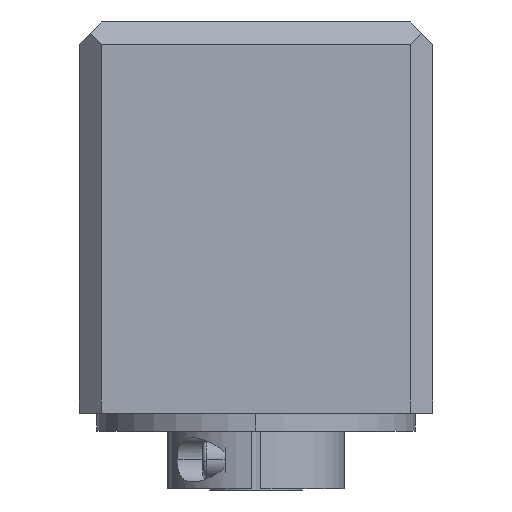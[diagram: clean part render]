
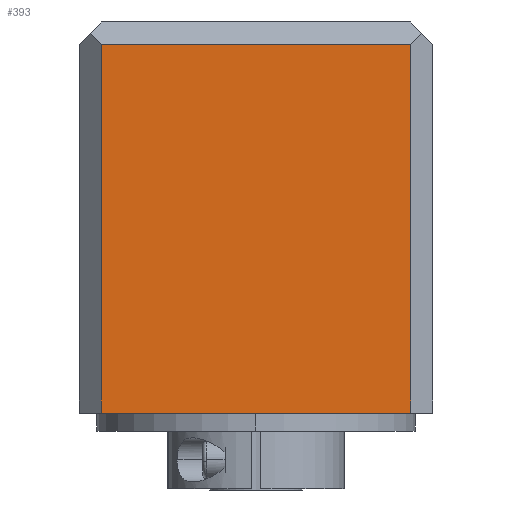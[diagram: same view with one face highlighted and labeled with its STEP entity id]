
A CAD part, left-side view. The second image highlights one B-rep face of the part: STEP entity #393.
In plain terms, the highlighted planar face has unit normal (-1, 0, 0).
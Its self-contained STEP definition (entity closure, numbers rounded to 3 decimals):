
#393=ADVANCED_FACE('',(#885),#886,.T.);
#885=FACE_OUTER_BOUND('',#1464,.T.);
#886=PLANE('',#1465);
#1464=EDGE_LOOP('',(#2569,#2570,#2571,#2572));
#1465=AXIS2_PLACEMENT_3D('',#2573,#2574,#2575);
#2569=ORIENTED_EDGE('',*,*,#3690,.T.);
#2570=ORIENTED_EDGE('',*,*,#3692,.T.);
#2571=ORIENTED_EDGE('',*,*,#3693,.T.);
#2572=ORIENTED_EDGE('',*,*,#3694,.T.);
#2573=CARTESIAN_POINT('',(-184.0,0.0,0.));
#2574=DIRECTION('',(-1.0,0.0,0.0));
#2575=DIRECTION('',(0.0,0.0,1.0));
#3690=EDGE_CURVE('',#4498,#4518,#4520,.T.);
#3692=EDGE_CURVE('',#4518,#4522,#4523,.T.);
#3693=EDGE_CURVE('',#4522,#4524,#4525,.T.);
#3694=EDGE_CURVE('',#4524,#4498,#4526,.T.);
#4498=VERTEX_POINT('',#5837);
#4518=VERTEX_POINT('',#5865);
#4520=LINE('',#5868,#5869);
#4522=VERTEX_POINT('',#5871);
#4523=LINE('',#5872,#5873);
#4524=VERTEX_POINT('',#5874);
#4525=LINE('',#5875,#5876);
#4526=LINE('',#5877,#5878);
#5837=CARTESIAN_POINT('',(-184.0,35.0,-48.4));
#5865=CARTESIAN_POINT('',(-184.0,-35.0,-48.4));
#5868=CARTESIAN_POINT('',(-184.0,35.0,-48.4));
#5869=VECTOR('',#6700,70.0);
#5871=CARTESIAN_POINT('',(-184.0,-35.0,35.0));
#5872=CARTESIAN_POINT('',(-184.0,-35.0,-48.4));
#5873=VECTOR('',#6701,83.4);
#5874=CARTESIAN_POINT('',(-184.0,35.0,35.0));
#5875=CARTESIAN_POINT('',(-184.0,-35.0,35.0));
#5876=VECTOR('',#6702,70.0);
#5877=CARTESIAN_POINT('',(-184.0,35.0,35.0));
#5878=VECTOR('',#6703,83.4);
#6700=DIRECTION('',(0.0,-1.0,0.0));
#6701=DIRECTION('',(0.0,0.0,1.0));
#6702=DIRECTION('',(0.0,1.0,0.0));
#6703=DIRECTION('',(0.0,0.0,-1.0));
